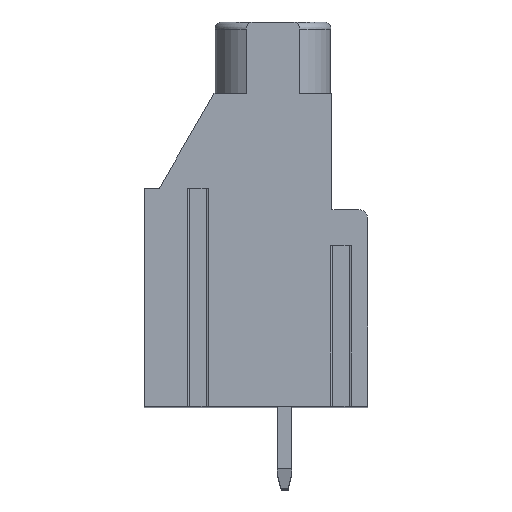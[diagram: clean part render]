
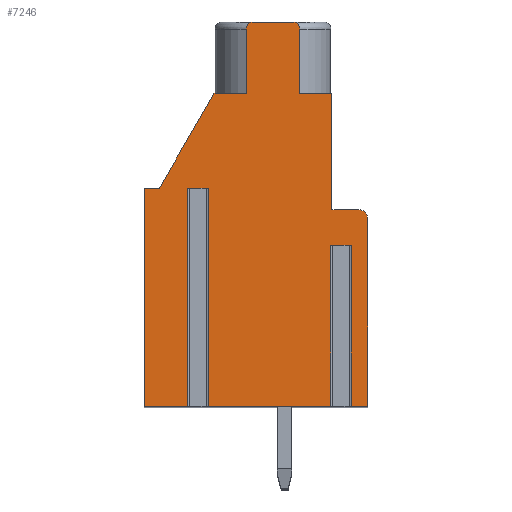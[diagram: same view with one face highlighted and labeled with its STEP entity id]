
A CAD part, top view. The second image highlights one B-rep face of the part: STEP entity #7246.
In plain terms, the highlighted planar face has unit normal (0, 0, 1).
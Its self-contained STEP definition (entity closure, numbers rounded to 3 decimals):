
#65=DIRECTION('',(-1.,0.,0.));
#66=VECTOR('',#65,1.146);
#67=CARTESIAN_POINT('',(-2.127,1.2,47.625));
#68=LINE('',#67,#66);
#69=DIRECTION('',(0.,-1.,0.));
#70=VECTOR('',#69,12.2);
#71=CARTESIAN_POINT('',(-3.273,1.2,47.625));
#72=LINE('',#71,#70);
#73=DIRECTION('',(1.,0.,0.));
#74=VECTOR('',#73,2.427);
#75=CARTESIAN_POINT('',(-5.7,-11.,47.625));
#76=LINE('',#75,#74);
#77=DIRECTION('',(0.,-1.,0.));
#78=VECTOR('',#77,12.2);
#79=CARTESIAN_POINT('',(-5.7,1.2,47.625));
#80=LINE('',#79,#78);
#81=DIRECTION('',(-1.,0.,0.));
#82=VECTOR('',#81,0.84);
#83=CARTESIAN_POINT('',(-4.86,1.2,47.625));
#84=LINE('',#83,#82);
#85=DIRECTION('',(-0.5,-0.866,0.));
#86=VECTOR('',#85,6.12);
#87=CARTESIAN_POINT('',(-1.8,6.5,47.625));
#88=LINE('',#87,#86);
#89=DIRECTION('',(-1.,0.,0.));
#90=VECTOR('',#89,1.8);
#91=CARTESIAN_POINT('',(0.,6.5,47.625));
#92=LINE('',#91,#90);
#93=DIRECTION('',(0.,-1.,0.));
#94=VECTOR('',#93,3.6);
#95=CARTESIAN_POINT('',(0.,10.1,47.625));
#96=LINE('',#95,#94);
#97=CARTESIAN_POINT('',(0.4,10.1,47.625));
#98=DIRECTION('',(0.,0.,1.));
#99=DIRECTION('',(0.,1.,0.));
#100=AXIS2_PLACEMENT_3D('',#97,#98,#99);
#102=DIRECTION('',(-1.,0.,0.));
#103=VECTOR('',#102,2.2);
#104=CARTESIAN_POINT('',(2.6,10.5,47.625));
#105=LINE('',#104,#103);
#106=CARTESIAN_POINT('',(2.6,10.1,47.625));
#107=DIRECTION('',(0.,0.,1.));
#108=DIRECTION('',(1.,0.,0.));
#109=AXIS2_PLACEMENT_3D('',#106,#107,#108);
#111=DIRECTION('',(0.,1.,0.));
#112=VECTOR('',#111,3.6);
#113=CARTESIAN_POINT('',(3.,6.5,47.625));
#114=LINE('',#113,#112);
#115=DIRECTION('',(-1.,0.,0.));
#116=VECTOR('',#115,1.8);
#117=CARTESIAN_POINT('',(4.8,6.5,47.625));
#118=LINE('',#117,#116);
#119=DIRECTION('',(0.,1.,0.));
#120=VECTOR('',#119,6.5);
#121=CARTESIAN_POINT('',(4.8,0.,47.625));
#122=LINE('',#121,#120);
#123=DIRECTION('',(-1.,0.,0.));
#124=VECTOR('',#123,1.5);
#125=CARTESIAN_POINT('',(6.3,0.,47.625));
#126=LINE('',#125,#124);
#127=CARTESIAN_POINT('',(6.3,-0.5,47.625));
#128=DIRECTION('',(0.,0.,1.));
#129=DIRECTION('',(1.,0.,0.));
#130=AXIS2_PLACEMENT_3D('',#127,#128,#129);
#132=DIRECTION('',(0.,1.,0.));
#133=VECTOR('',#132,10.5);
#134=CARTESIAN_POINT('',(6.8,-11.,47.625));
#135=LINE('',#134,#133);
#136=DIRECTION('',(1.,0.,0.));
#137=VECTOR('',#136,0.925);
#138=CARTESIAN_POINT('',(5.875,-11.,47.625));
#139=LINE('',#138,#137);
#140=DIRECTION('',(0.,-1.,0.));
#141=VECTOR('',#140,9.);
#142=CARTESIAN_POINT('',(5.875,-2.,47.625));
#143=LINE('',#142,#141);
#144=DIRECTION('',(-1.,0.,0.));
#145=VECTOR('',#144,1.146);
#146=CARTESIAN_POINT('',(5.875,-2.,47.625));
#147=LINE('',#146,#145);
#148=DIRECTION('',(0.,-1.,0.));
#149=VECTOR('',#148,9.);
#150=CARTESIAN_POINT('',(4.728,-2.,47.625));
#151=LINE('',#150,#149);
#152=DIRECTION('',(1.,0.,0.));
#153=VECTOR('',#152,6.855);
#154=CARTESIAN_POINT('',(-2.127,-11.,47.625));
#155=LINE('',#154,#153);
#156=DIRECTION('',(0.,-1.,0.));
#157=VECTOR('',#156,12.2);
#158=CARTESIAN_POINT('',(-2.127,1.2,47.625));
#159=LINE('',#158,#157);
#5635=CARTESIAN_POINT('',(6.8,-11.,47.625));
#5636=CARTESIAN_POINT('',(6.8,-0.5,47.625));
#5637=VERTEX_POINT('',#5635);
#5638=VERTEX_POINT('',#5636);
#5639=CARTESIAN_POINT('',(6.3,0.,47.625));
#5640=VERTEX_POINT('',#5639);
#5641=CARTESIAN_POINT('',(4.8,0.,47.625));
#5642=VERTEX_POINT('',#5641);
#5643=CARTESIAN_POINT('',(4.8,6.5,47.625));
#5644=VERTEX_POINT('',#5643);
#5645=CARTESIAN_POINT('',(3.,6.5,47.625));
#5646=VERTEX_POINT('',#5645);
#5647=CARTESIAN_POINT('',(3.,10.1,47.625));
#5648=VERTEX_POINT('',#5647);
#5649=CARTESIAN_POINT('',(2.6,10.5,47.625));
#5650=VERTEX_POINT('',#5649);
#5651=CARTESIAN_POINT('',(0.4,10.5,47.625));
#5652=VERTEX_POINT('',#5651);
#5653=CARTESIAN_POINT('',(0.,10.1,47.625));
#5654=VERTEX_POINT('',#5653);
#5655=CARTESIAN_POINT('',(0.,6.5,47.625));
#5656=VERTEX_POINT('',#5655);
#5657=CARTESIAN_POINT('',(-1.8,6.5,47.625));
#5658=VERTEX_POINT('',#5657);
#5659=CARTESIAN_POINT('',(-4.86,1.2,47.625));
#5660=VERTEX_POINT('',#5659);
#5661=CARTESIAN_POINT('',(-5.7,1.2,47.625));
#5662=VERTEX_POINT('',#5661);
#5663=CARTESIAN_POINT('',(-5.7,-11.,47.625));
#5664=VERTEX_POINT('',#5663);
#5821=CARTESIAN_POINT('',(5.875,-2.,47.625));
#5822=CARTESIAN_POINT('',(4.728,-2.,47.625));
#5823=VERTEX_POINT('',#5821);
#5824=VERTEX_POINT('',#5822);
#5825=CARTESIAN_POINT('',(5.875,-11.,47.625));
#5826=VERTEX_POINT('',#5825);
#5827=CARTESIAN_POINT('',(4.728,-11.,47.625));
#5828=VERTEX_POINT('',#5827);
#5853=CARTESIAN_POINT('',(-2.127,1.2,47.625));
#5854=CARTESIAN_POINT('',(-3.273,1.2,47.625));
#5855=VERTEX_POINT('',#5853);
#5856=VERTEX_POINT('',#5854);
#5857=CARTESIAN_POINT('',(-2.127,-11.,47.625));
#5858=VERTEX_POINT('',#5857);
#5859=CARTESIAN_POINT('',(-3.273,-11.,47.625));
#5860=VERTEX_POINT('',#5859);
#7193=CARTESIAN_POINT('',(0.,0.,47.625));
#7194=DIRECTION('',(0.,0.,1.));
#7195=DIRECTION('',(1.,0.,0.));
#7196=AXIS2_PLACEMENT_3D('',#7193,#7194,#7195);
#7197=PLANE('',#7196);
#7199=ORIENTED_EDGE('',*,*,#7198,.T.);
#7201=ORIENTED_EDGE('',*,*,#7200,.T.);
#7203=ORIENTED_EDGE('',*,*,#7202,.F.);
#7205=ORIENTED_EDGE('',*,*,#7204,.F.);
#7207=ORIENTED_EDGE('',*,*,#7206,.F.);
#7209=ORIENTED_EDGE('',*,*,#7208,.F.);
#7211=ORIENTED_EDGE('',*,*,#7210,.F.);
#7213=ORIENTED_EDGE('',*,*,#7212,.F.);
#7215=ORIENTED_EDGE('',*,*,#7214,.F.);
#7217=ORIENTED_EDGE('',*,*,#7216,.F.);
#7219=ORIENTED_EDGE('',*,*,#7218,.F.);
#7221=ORIENTED_EDGE('',*,*,#7220,.F.);
#7223=ORIENTED_EDGE('',*,*,#7222,.F.);
#7225=ORIENTED_EDGE('',*,*,#7224,.F.);
#7227=ORIENTED_EDGE('',*,*,#7226,.F.);
#7229=ORIENTED_EDGE('',*,*,#7228,.F.);
#7231=ORIENTED_EDGE('',*,*,#7230,.F.);
#7233=ORIENTED_EDGE('',*,*,#7232,.F.);
#7235=ORIENTED_EDGE('',*,*,#7234,.F.);
#7237=ORIENTED_EDGE('',*,*,#7236,.T.);
#7239=ORIENTED_EDGE('',*,*,#7238,.T.);
#7241=ORIENTED_EDGE('',*,*,#7240,.F.);
#7243=ORIENTED_EDGE('',*,*,#7242,.F.);
#7244=EDGE_LOOP('',(#7199,#7201,#7203,#7205,#7207,#7209,#7211,#7213,#7215,#7217,
#7219,#7221,#7223,#7225,#7227,#7229,#7231,#7233,#7235,#7237,#7239,#7241,#7243));
#7245=FACE_OUTER_BOUND('',#7244,.F.);
#101=CIRCLE('',#100,0.4);
#110=CIRCLE('',#109,0.4);
#131=CIRCLE('',#130,0.5);
#7198=EDGE_CURVE('',#5855,#5856,#68,.T.);
#7200=EDGE_CURVE('',#5856,#5860,#72,.T.);
#7202=EDGE_CURVE('',#5664,#5860,#76,.T.);
#7204=EDGE_CURVE('',#5662,#5664,#80,.T.);
#7206=EDGE_CURVE('',#5660,#5662,#84,.T.);
#7208=EDGE_CURVE('',#5658,#5660,#88,.T.);
#7210=EDGE_CURVE('',#5656,#5658,#92,.T.);
#7212=EDGE_CURVE('',#5654,#5656,#96,.T.);
#7214=EDGE_CURVE('',#5652,#5654,#101,.T.);
#7216=EDGE_CURVE('',#5650,#5652,#105,.T.);
#7218=EDGE_CURVE('',#5648,#5650,#110,.T.);
#7220=EDGE_CURVE('',#5646,#5648,#114,.T.);
#7222=EDGE_CURVE('',#5644,#5646,#118,.T.);
#7224=EDGE_CURVE('',#5642,#5644,#122,.T.);
#7226=EDGE_CURVE('',#5640,#5642,#126,.T.);
#7228=EDGE_CURVE('',#5638,#5640,#131,.T.);
#7230=EDGE_CURVE('',#5637,#5638,#135,.T.);
#7232=EDGE_CURVE('',#5826,#5637,#139,.T.);
#7234=EDGE_CURVE('',#5823,#5826,#143,.T.);
#7236=EDGE_CURVE('',#5823,#5824,#147,.T.);
#7238=EDGE_CURVE('',#5824,#5828,#151,.T.);
#7240=EDGE_CURVE('',#5858,#5828,#155,.T.);
#7242=EDGE_CURVE('',#5855,#5858,#159,.T.);
#7246=ADVANCED_FACE('',(#7245),#7197,.T.);
